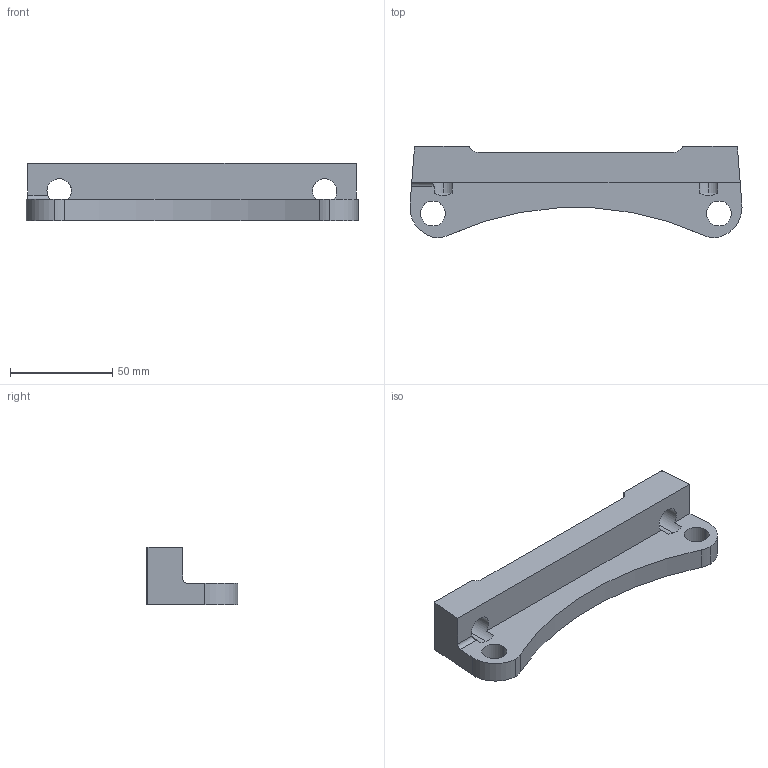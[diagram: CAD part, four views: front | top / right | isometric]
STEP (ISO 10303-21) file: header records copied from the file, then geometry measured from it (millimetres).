
FILE_DESCRIPTION (( 'STEP AP214' ), '1' );
FILE_NAME ('Cale Brembo RS MK3 S2000.STEP', '2021-06-23T11:43:16', ( '' ), ( '' ), 'SwSTEP 2.0', 'SolidWorks 2021', '' );
FILE_SCHEMA (( 'AUTOMOTIVE_DESIGN' ));
Length unit declared in the file: millimetre
Products named in the file (1): Cale Brembo RS MK3  S2000
Bounding box: 162.53 x 44.95 x 28 mm (x, y, z)
Volume: 96146.6 mm3; surface area: 22803.4 mm2
Topology: 1 solids, 1 shells, 32 faces, 96 edges, 64 vertices
Faces by surface type: cylinder 21, plane 9, cone 2
Entity records: 1187 total; most frequent: CARTESIAN_POINT 235, DIRECTION 202, ORIENTED_EDGE 192, EDGE_CURVE 96, AXIS2_PLACEMENT_3D 77, VERTEX_POINT 64, VECTOR 48, LINE 48
